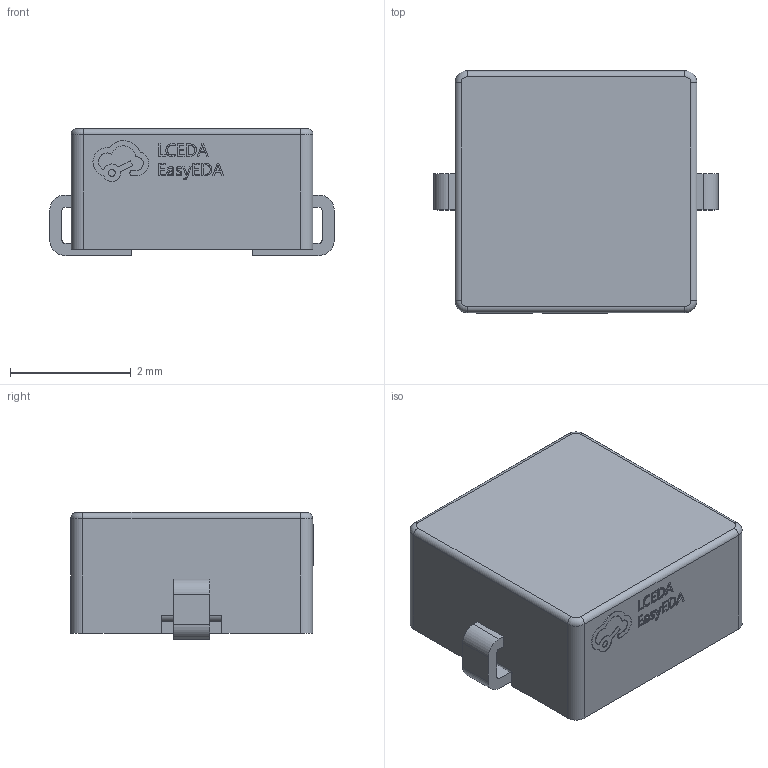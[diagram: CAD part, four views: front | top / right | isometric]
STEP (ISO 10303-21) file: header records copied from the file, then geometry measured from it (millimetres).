
FILE_DESCRIPTION (( 'STEP AP214' ), '1' );
FILE_NAME ('IND-SMD_L4.0-W4.0-LS4.7_TCK-141.STEP', '2022-09-20T07:18:27', ( 'PC' ), ( 'Microsoft' ), 'SwSTEP 2.0', 'SolidWorks 2020', '' );
FILE_SCHEMA (( 'AUTOMOTIVE_DESIGN' ));
Length unit declared in the file: millimetre
Products named in the file (1): IND-SMD_L4.0-W4.0-LS4.7_TCK-141
Bounding box: 4.7 x 4.01 x 2.1 mm (x, y, z)
Volume: 31.9 mm3; surface area: 70.6 mm2
Topology: 1 solids, 1 shells, 278 faces, 757 edges, 502 vertices
Faces by surface type: plane 158, bspline 98, cylinder 18, torus 4
Entity records: 12321 total; most frequent: CARTESIAN_POINT 2844, ORIENTED_EDGE 1514, DIRECTION 959, EDGE_CURVE 757, LINE 517, VECTOR 517, VERTEX_POINT 502, EDGE_LOOP 299
